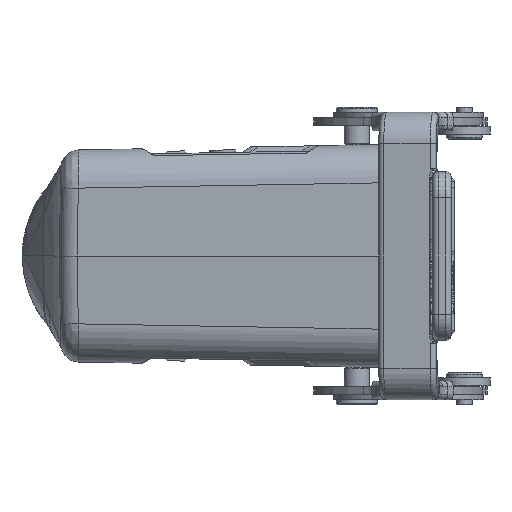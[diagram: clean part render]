
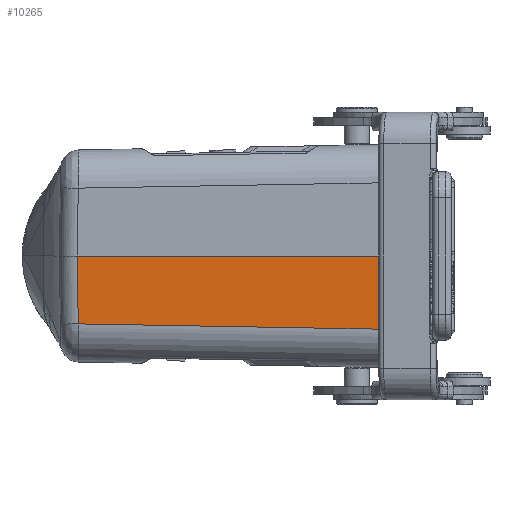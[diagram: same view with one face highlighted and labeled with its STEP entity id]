
A CAD part, left-side view. The second image highlights one B-rep face of the part: STEP entity #10265.
In plain terms, the highlighted planar face has unit normal (-1, 0.018, -0.017).
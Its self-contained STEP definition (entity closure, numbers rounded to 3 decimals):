
#8658=PLANE('',#35201);
#10265=ADVANCED_FACE('',(#12003),#8658,.T.);
#12003=FACE_OUTER_BOUND('',#13755,.T.);
#13755=EDGE_LOOP('',(#26098,#26099,#26100,#26101));
#16728=LINE('',#56516,#18981);
#16759=LINE('',#56902,#19012);
#16760=LINE('',#56927,#19013);
#16762=LINE('',#56930,#19015);
#18981=VECTOR('',#41772,1.);
#19012=VECTOR('',#41889,1.);
#19013=VECTOR('',#41898,1.);
#19015=VECTOR('',#41902,1.);
#26098=ORIENTED_EDGE('',*,*,#32244,.F.);
#26099=ORIENTED_EDGE('',*,*,#32302,.F.);
#26100=ORIENTED_EDGE('',*,*,#32306,.T.);
#26101=ORIENTED_EDGE('',*,*,#32308,.T.);
#26439=VERTEX_POINT('',#42340);
#28673=VERTEX_POINT('',#56496);
#28674=VERTEX_POINT('',#56517);
#28700=VERTEX_POINT('',#56903);
#32244=EDGE_CURVE('',#28673,#28674,#16728,.T.);
#32302=EDGE_CURVE('',#28700,#28673,#16759,.T.);
#32306=EDGE_CURVE('',#28700,#26439,#16760,.T.);
#32308=EDGE_CURVE('',#26439,#28674,#16762,.T.);
#35201=AXIS2_PLACEMENT_3D('',#56931,#41903,#41904);
#41772=DIRECTION('',(-0.017,0.017,1.));
#41889=DIRECTION('',(0.017,1.,0.017));
#41898=DIRECTION('',(-0.017,0.,1.));
#41902=DIRECTION('',(0.017,1.,0.));
#41903=DIRECTION('',(-1.,0.017,-0.017));
#41904=DIRECTION('',(0.017,0.,-1.));
#42340=CARTESIAN_POINT('',(-46.739,70.609,0.));
#56496=CARTESIAN_POINT('',(-45.487,129.233,-13.098));
#56516=CARTESIAN_POINT('',(-45.736,129.486,1.392));
#56517=CARTESIAN_POINT('',(-45.712,129.462,0.));
#56902=CARTESIAN_POINT('',(-46.498,70.284,-14.127));
#56903=CARTESIAN_POINT('',(-46.493,70.609,-14.121));
#56927=CARTESIAN_POINT('',(-46.781,70.609,2.412));
#56930=CARTESIAN_POINT('',(-46.739,70.609,0.));
#56931=CARTESIAN_POINT('',(-46.792,70.,2.412));
